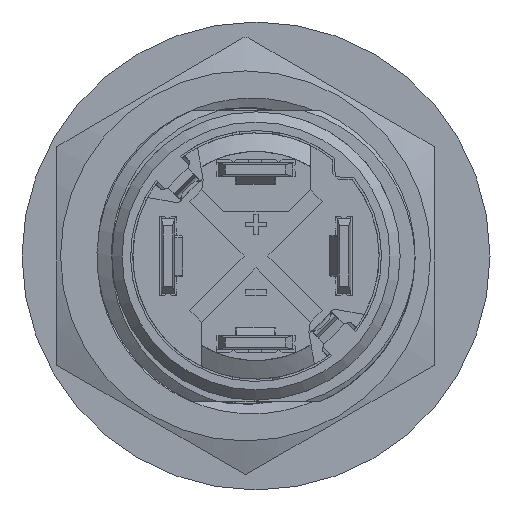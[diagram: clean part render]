
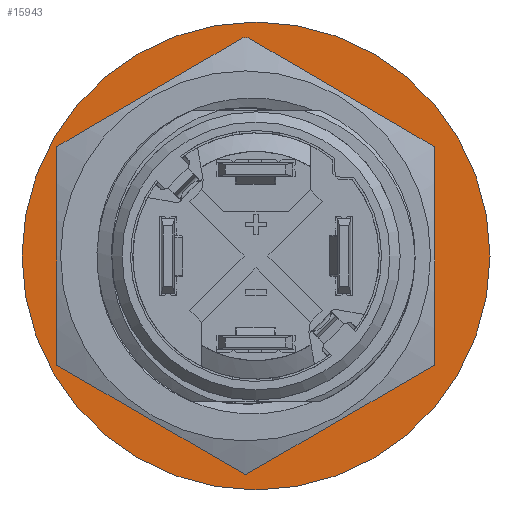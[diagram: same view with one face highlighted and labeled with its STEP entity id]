
A CAD part, front view. The second image highlights one B-rep face of the part: STEP entity #15943.
In plain terms, the highlighted planar face has unit normal (0, -1, 0).
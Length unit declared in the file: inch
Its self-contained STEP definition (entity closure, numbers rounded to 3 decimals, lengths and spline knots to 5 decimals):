
#173=FACE_BOUND('',#5102,.T.);
#253=PLANE('',#16841);
#1004=LINE('',#27359,#2589);
#2589=VECTOR('',#18355,0.23473);
#4280=FACE_OUTER_BOUND('',#5101,.T.);
#5101=EDGE_LOOP('',(#10645));
#5102=EDGE_LOOP('',(#10646,#10647));
#5987=CIRCLE('',#16806,0.2625);
#6009=CIRCLE('',#16842,0.345);
#6591=VERTEX_POINT('',#24899);
#6592=VERTEX_POINT('',#24901);
#6676=VERTEX_POINT('',#27357);
#8118=EDGE_CURVE('',#6591,#6592,#5987,.F.);
#8214=EDGE_CURVE('',#6676,#6676,#6009,.T.);
#8215=EDGE_CURVE('',#6591,#6592,#1004,.T.);
#10645=ORIENTED_EDGE('',*,*,#8214,.F.);
#10646=ORIENTED_EDGE('',*,*,#8118,.F.);
#10647=ORIENTED_EDGE('',*,*,#8215,.T.);
#15943=ADVANCED_FACE('',(#4280,#173),#253,.F.);
#16806=AXIS2_PLACEMENT_3D('',#24902,#18250,#18251);
#16841=AXIS2_PLACEMENT_3D('',#27356,#18351,#18352);
#16842=AXIS2_PLACEMENT_3D('',#27358,#18353,#18354);
#18250=DIRECTION('center_axis',(0.,1.,0.));
#18251=DIRECTION('ref_axis',(-1.,0.,0.));
#18351=DIRECTION('center_axis',(0.,1.,0.));
#18352=DIRECTION('ref_axis',(0.,0.,1.));
#18353=DIRECTION('center_axis',(0.,1.,0.));
#18354=DIRECTION('ref_axis',(-1.,0.,0.));
#18355=DIRECTION('',(1.,0.,0.));
#24899=CARTESIAN_POINT('',(-1.56769,-0.08696,0.24167));
#24901=CARTESIAN_POINT('',(-1.33296,-0.08696,0.24167));
#24902=CARTESIAN_POINT('Origin',(-1.45032,-0.08696,0.00687));
#27356=CARTESIAN_POINT('Origin',(-1.79532,-0.08696,
-0.33813));
#27357=CARTESIAN_POINT('',(-1.10532,-0.08696,0.00687));
#27358=CARTESIAN_POINT('Origin',(-1.45032,-0.08696,0.00687));
#27359=CARTESIAN_POINT('',(-1.56769,-0.08696,0.24167));
